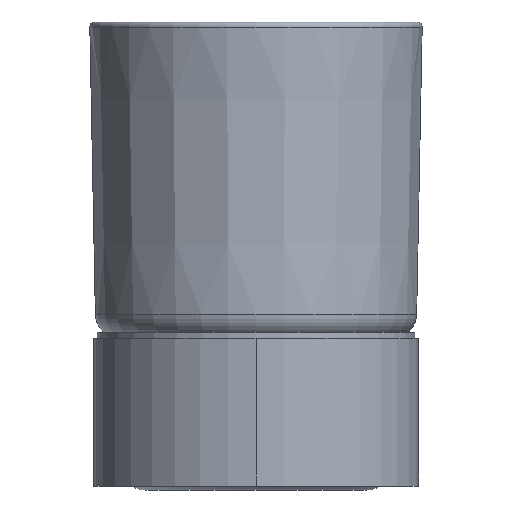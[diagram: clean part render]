
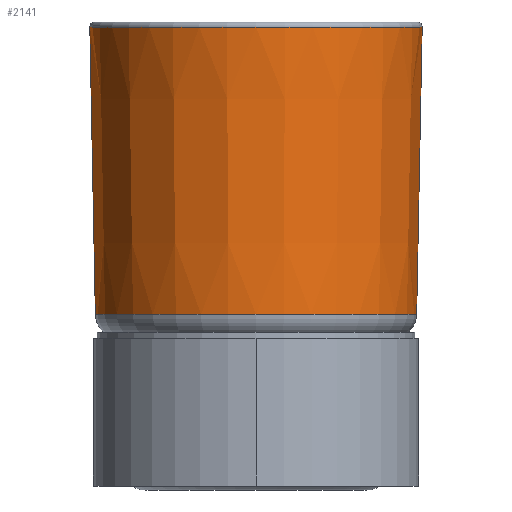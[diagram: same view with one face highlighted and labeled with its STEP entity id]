
A CAD part, front view. The second image highlights one B-rep face of the part: STEP entity #2141.
In plain terms, the highlighted conical face has half-angle 1.102 degrees and reference radius 33.169 mm.
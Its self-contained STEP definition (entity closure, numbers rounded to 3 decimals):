
#1811=CARTESIAN_POINT('',(0.,93.981,0.));
#1812=DIRECTION('',(0.,1.,0.));
#1813=DIRECTION('',(1.,0.,0.));
#1814=AXIS2_PLACEMENT_3D('',#1811,#1812,#1813);
#1816=DIRECTION('',(-0.019,1.,0.));
#1817=VECTOR('',#1816,58.347);
#1818=CARTESIAN_POINT('',(-32.609,35.644,
0.));
#1819=LINE('',#1818,#1817);
#1820=CARTESIAN_POINT('',(0.,35.644,0.));
#1821=DIRECTION('',(0.,1.,0.));
#1822=DIRECTION('',(1.,0.,0.));
#1823=AXIS2_PLACEMENT_3D('',#1820,#1821,#1822);
#1825=DIRECTION('',(0.019,1.,0.));
#1826=VECTOR('',#1825,58.347);
#1827=CARTESIAN_POINT('',(32.609,35.644,0.));
#1828=LINE('',#1827,#1826);
#1955=CARTESIAN_POINT('',(32.609,35.644,0.));
#1956=CARTESIAN_POINT('',(-32.609,35.644,0.));
#1957=VERTEX_POINT('',#1955);
#1958=VERTEX_POINT('',#1956);
#1995=CARTESIAN_POINT('',(-33.73,93.981,0.));
#1996=CARTESIAN_POINT('',(33.73,93.981,0.));
#1997=VERTEX_POINT('',#1995);
#1998=VERTEX_POINT('',#1996);
#2127=CARTESIAN_POINT('',(0.,64.812,0.));
#2128=DIRECTION('',(0.,1.,0.));
#2129=DIRECTION('',(1.,0.,0.));
#2130=AXIS2_PLACEMENT_3D('',#2127,#2128,#2129);
#2131=CONICAL_SURFACE('',#2130,33.169,1.102);
#2133=ORIENTED_EDGE('',*,*,#2132,.T.);
#2135=ORIENTED_EDGE('',*,*,#2134,.F.);
#2136=ORIENTED_EDGE('',*,*,#2121,.F.);
#2138=ORIENTED_EDGE('',*,*,#2137,.T.);
#2139=EDGE_LOOP('',(#2133,#2135,#2136,#2138));
#2140=FACE_OUTER_BOUND('',#2139,.F.);
#2141=ADVANCED_FACE('',(#2140),#2131,.T.);
#1815=CIRCLE('',#1814,33.73);
#1824=CIRCLE('',#1823,32.609);
#2121=EDGE_CURVE('',#1957,#1958,#1824,.T.);
#2132=EDGE_CURVE('',#1998,#1997,#1815,.T.);
#2134=EDGE_CURVE('',#1958,#1997,#1819,.T.);
#2137=EDGE_CURVE('',#1957,#1998,#1828,.T.);
